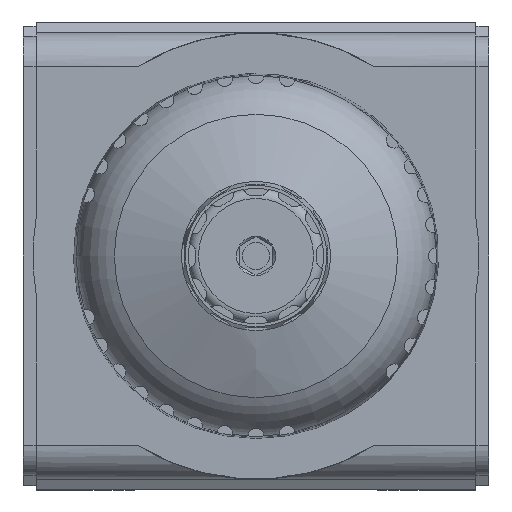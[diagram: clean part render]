
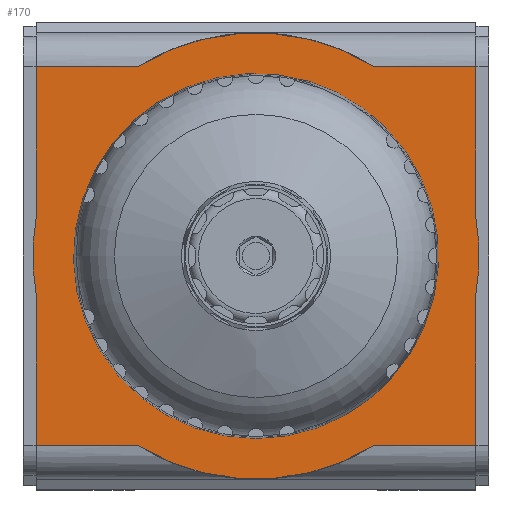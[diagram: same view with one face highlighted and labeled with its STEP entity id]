
A CAD part, front view. The second image highlights one B-rep face of the part: STEP entity #170.
In plain terms, the highlighted planar face has unit normal (0, -1, 0).
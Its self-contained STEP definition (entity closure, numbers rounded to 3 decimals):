
#170 = ADVANCED_FACE( '', ( #539 ), #540, .F. );
#539 = FACE_OUTER_BOUND( '', #1332, .T. );
#540 = PLANE( '', #1333 );
#1332 = EDGE_LOOP( '', ( #2129, #2130, #2131, #2132, #2133, #2134, #2135, #2136, #2137, #2138, #2139, #2140 ) );
#1333 = AXIS2_PLACEMENT_3D( '', #2141, #2142, #2143 );
#2129 = ORIENTED_EDGE( '', *, *, #5146, .T. );
#2130 = ORIENTED_EDGE( '', *, *, #5147, .T. );
#2131 = ORIENTED_EDGE( '', *, *, #5148, .T. );
#2132 = ORIENTED_EDGE( '', *, *, #5149, .T. );
#2133 = ORIENTED_EDGE( '', *, *, #5150, .T. );
#2134 = ORIENTED_EDGE( '', *, *, #5151, .T. );
#2135 = ORIENTED_EDGE( '', *, *, #5143, .F. );
#2136 = ORIENTED_EDGE( '', *, *, #5152, .T. );
#2137 = ORIENTED_EDGE( '', *, *, #5153, .F. );
#2138 = ORIENTED_EDGE( '', *, *, #5154, .F. );
#2139 = ORIENTED_EDGE( '', *, *, #5155, .T. );
#2140 = ORIENTED_EDGE( '', *, *, #5156, .F. );
#2141 = CARTESIAN_POINT( '', ( 32.5, 0., 28. ) );
#2142 = DIRECTION( '', ( 0., 1., 0. ) );
#2143 = DIRECTION( '', ( 0., 0., 1. ) );
#5143 = EDGE_CURVE( '', #6103, #6106, #6107, .T. );
#5146 = EDGE_CURVE( '', #6111, #6112, #6113, .T. );
#5147 = EDGE_CURVE( '', #6112, #6114, #6115, .T. );
#5148 = EDGE_CURVE( '', #6114, #6116, #6117, .T. );
#5149 = EDGE_CURVE( '', #6116, #6118, #6119, .T. );
#5150 = EDGE_CURVE( '', #6118, #6120, #6121, .T. );
#5151 = EDGE_CURVE( '', #6120, #6106, #6122, .T. );
#5152 = EDGE_CURVE( '', #6103, #6123, #6124, .T. );
#5153 = EDGE_CURVE( '', #6125, #6123, #6126, .T. );
#5154 = EDGE_CURVE( '', #6127, #6125, #6128, .T. );
#5155 = EDGE_CURVE( '', #6127, #6129, #6130, .T. );
#5156 = EDGE_CURVE( '', #6111, #6129, #6131, .T. );
#6103 = VERTEX_POINT( '', #7719 );
#6106 = VERTEX_POINT( '', #7741 );
#6107 = LINE( '', #7742, #7743 );
#6111 = VERTEX_POINT( '', #7748 );
#6112 = VERTEX_POINT( '', #7749 );
#6113 = LINE( '', #7750, #7751 );
#6114 = VERTEX_POINT( '', #7752 );
#6115 = CIRCLE( '', #7753, 33. );
#6116 = VERTEX_POINT( '', #7754 );
#6117 = LINE( '', #7755, #7756 );
#6118 = VERTEX_POINT( '', #7757 );
#6119 = LINE( '', #7758, #7759 );
#6120 = VERTEX_POINT( '', #7760 );
#6121 = CIRCLE( '', #7761, 33. );
#6122 = LINE( '', #7762, #7763 );
#6123 = VERTEX_POINT( '', #7764 );
#6124 = CIRCLE( '', #7765, 33. );
#6125 = VERTEX_POINT( '', #7766 );
#6126 = LINE( '', #7767, #7768 );
#6127 = VERTEX_POINT( '', #7769 );
#6128 = LINE( '', #7770, #7771 );
#6129 = VERTEX_POINT( '', #7772 );
#6130 = CIRCLE( '', #7773, 33. );
#6131 = LINE( '', #7774, #7775 );
#7719 = CARTESIAN_POINT( '', ( -17.464, 0., -28. ) );
#7741 = CARTESIAN_POINT( '', ( -32.5, 0., -28. ) );
#7742 = CARTESIAN_POINT( '', ( 32.5, 0., -28. ) );
#7743 = VECTOR( '', #11872, 1000. );
#7748 = CARTESIAN_POINT( '', ( 32.5, 0., 28. ) );
#7749 = CARTESIAN_POINT( '', ( 17.464, 0., 28. ) );
#7750 = CARTESIAN_POINT( '', ( 32.5, 0., 28. ) );
#7751 = VECTOR( '', #11877, 1000. );
#7752 = CARTESIAN_POINT( '', ( -17.464, 0., 28. ) );
#7753 = AXIS2_PLACEMENT_3D( '', #11878, #11879, #11880 );
#7754 = CARTESIAN_POINT( '', ( -32.5, 0., 28. ) );
#7755 = CARTESIAN_POINT( '', ( 32.5, 0., 28. ) );
#7756 = VECTOR( '', #11881, 1000. );
#7757 = CARTESIAN_POINT( '', ( -32.5, 0., 5.723 ) );
#7758 = CARTESIAN_POINT( '', ( -32.5, 0., 28. ) );
#7759 = VECTOR( '', #11882, 1000. );
#7760 = CARTESIAN_POINT( '', ( -32.5, 0., -5.723 ) );
#7761 = AXIS2_PLACEMENT_3D( '', #11883, #11884, #11885 );
#7762 = CARTESIAN_POINT( '', ( -32.5, 0., 28. ) );
#7763 = VECTOR( '', #11886, 1000. );
#7764 = CARTESIAN_POINT( '', ( 17.464, 0., -28. ) );
#7765 = AXIS2_PLACEMENT_3D( '', #11887, #11888, #11889 );
#7766 = CARTESIAN_POINT( '', ( 32.5, 0., -28. ) );
#7767 = CARTESIAN_POINT( '', ( 32.5, 0., -28. ) );
#7768 = VECTOR( '', #11890, 1000. );
#7769 = CARTESIAN_POINT( '', ( 32.5, 0., -5.723 ) );
#7770 = CARTESIAN_POINT( '', ( 32.5, 0., 28. ) );
#7771 = VECTOR( '', #11891, 1000. );
#7772 = CARTESIAN_POINT( '', ( 32.5, 0., 5.723 ) );
#7773 = AXIS2_PLACEMENT_3D( '', #11892, #11893, #11894 );
#7774 = CARTESIAN_POINT( '', ( 32.5, 0., 28. ) );
#7775 = VECTOR( '', #11895, 1000. );
#11872 = DIRECTION( '', ( -1., 0., 0. ) );
#11877 = DIRECTION( '', ( -1., 0., 0. ) );
#11878 = CARTESIAN_POINT( '', ( 0., 0., 0. ) );
#11879 = DIRECTION( '', ( 0., -1., 0. ) );
#11880 = DIRECTION( '', ( 0., 0., -1. ) );
#11881 = DIRECTION( '', ( -1., 0., 0. ) );
#11882 = DIRECTION( '', ( 0., 0., -1. ) );
#11883 = CARTESIAN_POINT( '', ( 0., 0., 0. ) );
#11884 = DIRECTION( '', ( 0., -1., 0. ) );
#11885 = DIRECTION( '', ( 0., 0., -1. ) );
#11886 = DIRECTION( '', ( 0., 0., -1. ) );
#11887 = CARTESIAN_POINT( '', ( 0., 0., 0. ) );
#11888 = DIRECTION( '', ( 0., -1., 0. ) );
#11889 = DIRECTION( '', ( 0., 0., -1. ) );
#11890 = DIRECTION( '', ( -1., 0., 0. ) );
#11891 = DIRECTION( '', ( 0., 0., -1. ) );
#11892 = CARTESIAN_POINT( '', ( 0., 0., 0. ) );
#11893 = DIRECTION( '', ( 0., -1., 0. ) );
#11894 = DIRECTION( '', ( 0., 0., -1. ) );
#11895 = DIRECTION( '', ( 0., 0., -1. ) );
